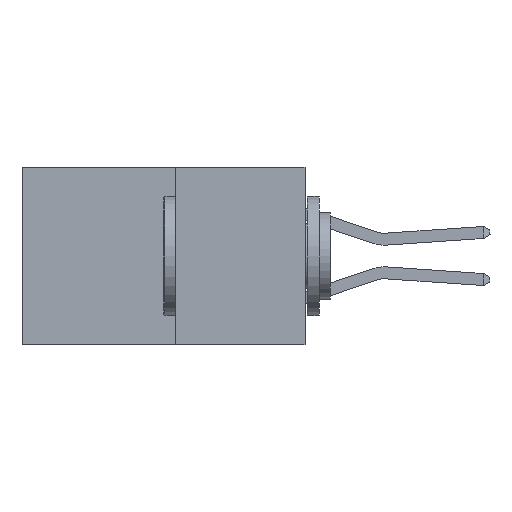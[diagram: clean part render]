
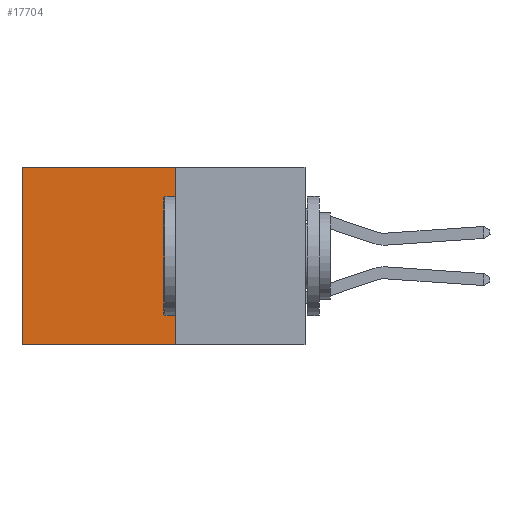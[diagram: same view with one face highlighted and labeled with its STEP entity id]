
A CAD part, left-side view. The second image highlights one B-rep face of the part: STEP entity #17704.
In plain terms, the highlighted planar face has unit normal (-1, 0, 0).
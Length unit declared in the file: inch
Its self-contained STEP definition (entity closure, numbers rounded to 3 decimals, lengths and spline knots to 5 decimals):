
#94 = DIRECTION ( 'NONE',  ( 0., 1., 0. ) ) ;
#141 = DIRECTION ( 'NONE',  ( 0., 0., -1. ) ) ;
#153 = ORIENTED_EDGE ( 'NONE', *, *, #26189, .T. ) ;
#2005 = DIRECTION ( 'NONE',  ( 0., 0., -1. ) ) ;
#3757 = CARTESIAN_POINT ( 'NONE',  ( 0.277, 0.59, 0. ) ) ;
#5212 = VECTOR ( 'NONE', #141, 39.37008 ) ;
#6676 = VECTOR ( 'NONE', #14781, 39.37008 ) ;
#8071 = VECTOR ( 'NONE', #27079, 39.37008 ) ;
#8583 = EDGE_LOOP ( 'NONE', ( #26727, #19548, #17530, #153 ) ) ;
#8602 = CARTESIAN_POINT ( 'NONE',  ( 0.277, 0.59, -0.37 ) ) ;
#9481 = CARTESIAN_POINT ( 'NONE',  ( 0.277, 0.27, -0.37 ) ) ;
#12262 = VERTEX_POINT ( 'NONE', #3757 ) ;
#12491 = CARTESIAN_POINT ( 'NONE',  ( 0.277, 0.27, -0.37 ) ) ;
#12492 = EDGE_CURVE ( 'NONE', #12262, #28735, #14120, .T. ) ;
#12858 = CARTESIAN_POINT ( 'NONE',  ( 0.277, 0.27, 0. ) ) ;
#13017 = LINE ( 'NONE', #27131, #18265 ) ;
#13399 = PLANE ( 'NONE',  #23991 ) ;
#13979 = EDGE_CURVE ( 'NONE', #22385, #20059, #23181, .T. ) ;
#14120 = LINE ( 'NONE', #24836, #8071 ) ;
#14781 = DIRECTION ( 'NONE',  ( 0., 1., 0. ) ) ;
#15665 = DIRECTION ( 'NONE',  ( 1., 0., 0. ) ) ;
#17530 = ORIENTED_EDGE ( 'NONE', *, *, #13979, .F. ) ;
#17704 = ADVANCED_FACE ( 'NONE', ( #26481 ), #13399, .F. ) ;
#18265 = VECTOR ( 'NONE', #94, 39.37008 ) ;
#19548 = ORIENTED_EDGE ( 'NONE', *, *, #24071, .F. ) ;
#20059 = VERTEX_POINT ( 'NONE', #9481 ) ;
#22385 = VERTEX_POINT ( 'NONE', #12858 ) ;
#23181 = LINE ( 'NONE', #27177, #5212 ) ;
#23991 = AXIS2_PLACEMENT_3D ( 'NONE', #26772, #15665, #2005 ) ;
#24071 = EDGE_CURVE ( 'NONE', #20059, #28735, #24622, .T. ) ;
#24622 = LINE ( 'NONE', #12491, #6676 ) ;
#24836 = CARTESIAN_POINT ( 'NONE',  ( 0.277, 0.59, -0.37 ) ) ;
#26189 = EDGE_CURVE ( 'NONE', #22385, #12262, #13017, .T. ) ;
#26481 = FACE_OUTER_BOUND ( 'NONE', #8583, .T. ) ;
#26727 = ORIENTED_EDGE ( 'NONE', *, *, #12492, .T. ) ;
#26772 = CARTESIAN_POINT ( 'NONE',  ( 0.277, 0.27, -0.37 ) ) ;
#27079 = DIRECTION ( 'NONE',  ( 0., 0., -1. ) ) ;
#27131 = CARTESIAN_POINT ( 'NONE',  ( 0.277, 0.27, 0. ) ) ;
#27177 = CARTESIAN_POINT ( 'NONE',  ( 0.277, 0.27, -0.37 ) ) ;
#28735 = VERTEX_POINT ( 'NONE', #8602 ) ;
